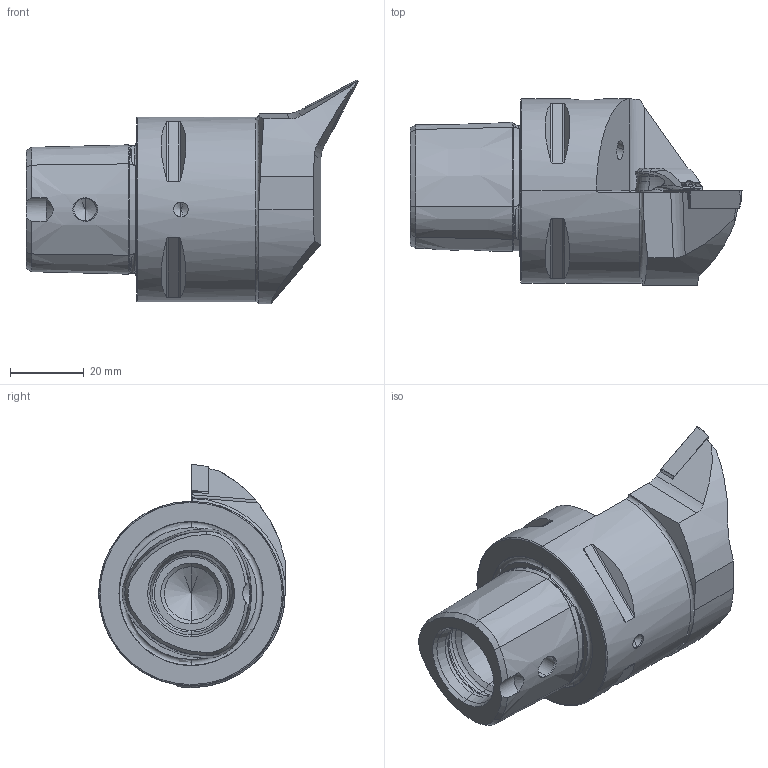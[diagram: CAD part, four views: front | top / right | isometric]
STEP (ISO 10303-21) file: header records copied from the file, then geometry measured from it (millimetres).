
FILE_DESCRIPTION (( 'STEP AP214' ), '1' );
FILE_NAME ('PS5.KVF.LPA.060-HP.STEP', '2020-09-11T12:50:02', ( '' ), ( '' ), 'SwSTEP 2.0', 'SolidWorks 2017', '' );
FILE_SCHEMA (( 'AUTOMOTIVE_DESIGN' ));
Length unit declared in the file: millimetre
Products named in the file (11): DIN 7991 - M5x18; CHP-ER1.008.014_A; VBMT160404; DIN 3771 - 6.5x1.5; WCB-ER2.001.009_A; PS5-KVF.LPA.060-HP_A; DIN 3771 - 13x1; ISO 8752 2x8; CHP-PCX.000.022_D《e; CHP-PCX.000.022_B; PS5.KVF.LPA.060-HP
Assembly tree (10 placements, depth 3):
  PS5.KVF.LPA.060-HP
    PS5-KVF.LPA.060-HP_A
    WCB-ER2.001.009_A
    VBMT160404
    CHP-PCX.000.022_D《e
      DIN 3771 - 13x1
      DIN 3771 - 6.5x1.5
      CHP-PCX.000.022_B
      DIN 7991 - M5x18
    CHP-ER1.008.014_A
    ISO 8752 2x8
Bounding box: 90 x 50.5 x 60.5 mm (x, y, z)
Volume: 91961.1 mm3; surface area: 22682 mm2
Topology: 9 solids, 9 shells, 487 faces, 1198 edges, 720 vertices
Faces by surface type: cylinder 137, cone 123, plane 108, torus 65, bspline 52, sphere 2
Entity records: 18510 total; most frequent: CARTESIAN_POINT 7197, ORIENTED_EDGE 2348, DIRECTION 2141, EDGE_CURVE 1174, AXIS2_PLACEMENT_3D 868, VERTEX_POINT 720, EDGE_LOOP 520, FACE_OUTER_BOUND 487
